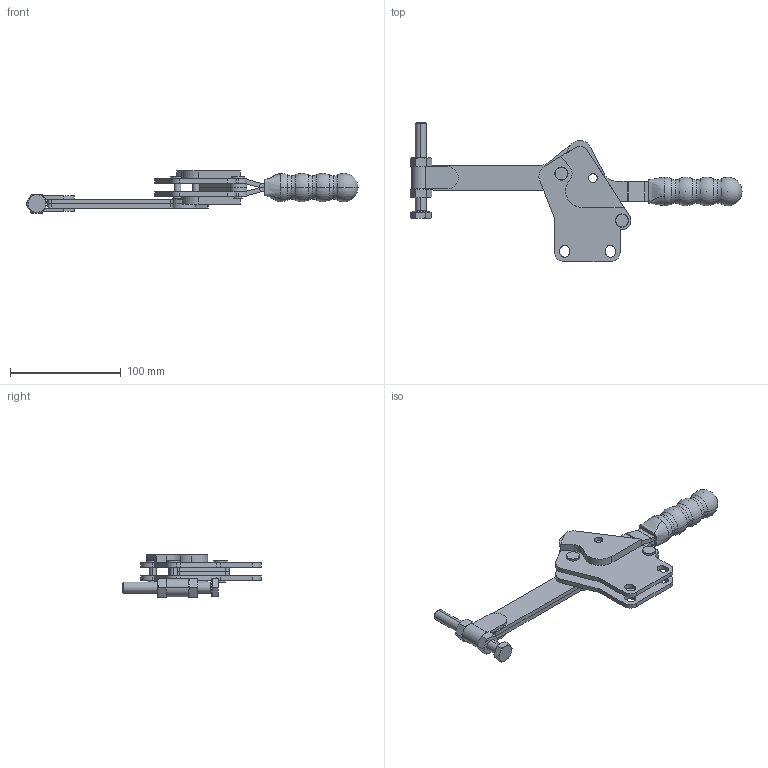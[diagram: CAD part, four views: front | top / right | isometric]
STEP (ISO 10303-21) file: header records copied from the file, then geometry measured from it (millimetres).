
FILE_DESCRIPTION (( 'STEP AP214' ), '1' );
FILE_NAME ('GH-23501-A(Â²¤Æ)-1.STEP', '2020-07-13T06:01:05', ( 'LinWei' ), ( '' ), 'SwSTEP 2.0', 'SolidWorks 2016', '' );
FILE_SCHEMA (( 'AUTOMOTIVE_DESIGN' ));
Length unit declared in the file: millimetre
Products named in the file (6): Group2^GH-23501-A(簡化); Group1^GH-23501-A(簡化); Group3^GH-23501-A(簡化)-1; Group2^GH-23501-A(簡化)-1; Group1^GH-23501-A(簡化)-1; GH-23501-A(簡化)-1
Assembly tree (5 placements, depth 2):
  GH-23501-A(簡化)-1
    Group1^GH-23501-A(簡化)-1
    Group2^GH-23501-A(簡化)-1
    Group3^GH-23501-A(簡化)-1
    Group1^GH-23501-A(簡化)
    Group2^GH-23501-A(簡化)
Bounding box: 299.61 x 125.04 x 38.01 mm (x, y, z)
Volume: 153389.9 mm3; surface area: 65323.6 mm2
Topology: 5 solids, 5 shells, 341 faces, 857 edges, 534 vertices
Faces by surface type: cylinder 141, plane 128, cone 48, torus 14, sphere 8, bspline 2
Entity records: 13397 total; most frequent: CARTESIAN_POINT 4433, DIRECTION 1833, ORIENTED_EDGE 1684, EDGE_CURVE 842, AXIS2_PLACEMENT_3D 714, VERTEX_POINT 525, LINE 405, VECTOR 405
